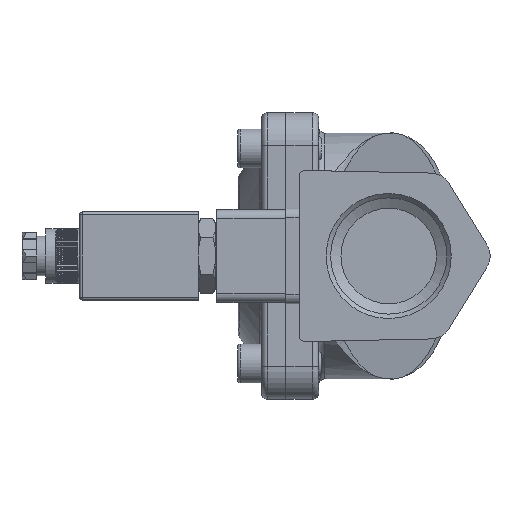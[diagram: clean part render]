
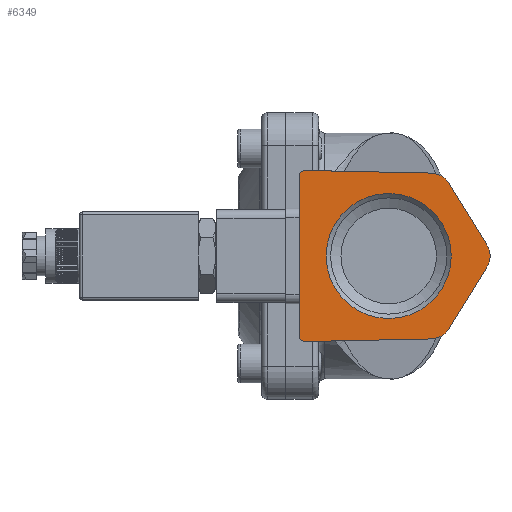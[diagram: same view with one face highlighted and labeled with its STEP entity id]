
A CAD part, left-side view. The second image highlights one B-rep face of the part: STEP entity #6349.
In plain terms, the highlighted planar face has unit normal (-1, 0, 0).
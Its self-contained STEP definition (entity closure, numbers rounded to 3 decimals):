
#3660=CARTESIAN_POINT('',(-68.75,0.0,-20.955));
#3661=VERTEX_POINT('',#3660);
#3662=CARTESIAN_POINT('',(-68.75,0.0,0.0));
#3663=DIRECTION('',(1.0,0.0,0.0));
#3664=DIRECTION('',(0.0,0.0,-1.0));
#3665=AXIS2_PLACEMENT_3D('',#3662,#3663,#3664);
#3666=CIRCLE('',#3665,20.955);
#3667=EDGE_CURVE('',#3661,#3661,#3666,.T.);
#5975=CARTESIAN_POINT('',(-68.75,-32.907,-3.693));
#5976=VERTEX_POINT('',#5975);
#5983=CARTESIAN_POINT('',(-68.75,-20.004,-24.473));
#5984=VERTEX_POINT('',#5983);
#5985=CARTESIAN_POINT('',(-68.75,-32.907,-3.693));
#5986=DIRECTION('',(0.0,0.528,-0.85));
#5987=VECTOR('',#5986,24.461);
#5988=LINE('',#5985,#5987);
#5989=EDGE_CURVE('',#5976,#5984,#5988,.T.);
#6010=CARTESIAN_POINT('',(-68.75,-32.907,3.693));
#6011=VERTEX_POINT('',#6010);
#6018=CARTESIAN_POINT('',(-68.75,-26.96,0.));
#6019=DIRECTION('',(1.0,0.0,0.0));
#6020=DIRECTION('',(0.0,0.0,-1.0));
#6021=AXIS2_PLACEMENT_3D('',#6018,#6019,#6020);
#6022=CIRCLE('',#6021,7.);
#6023=EDGE_CURVE('',#6011,#5976,#6022,.T.);
#6036=CARTESIAN_POINT('',(-68.75,-20.004,24.473));
#6037=VERTEX_POINT('',#6036);
#6044=CARTESIAN_POINT('',(-68.75,-20.004,24.473));
#6045=DIRECTION('',(0.0,-0.528,-0.85));
#6046=VECTOR('',#6045,24.461);
#6047=LINE('',#6044,#6046);
#6048=EDGE_CURVE('',#6037,#6011,#6047,.T.);
#6153=CARTESIAN_POINT('',(-68.75,27.958,28.657));
#6154=VERTEX_POINT('',#6153);
#6162=CARTESIAN_POINT('',(-68.75,30.0,26.658));
#6163=VERTEX_POINT('',#6162);
#6170=CARTESIAN_POINT('',(-68.75,28.,26.658));
#6171=DIRECTION('',(1.0,0.0,0.0));
#6172=DIRECTION('',(0.0,0.0,-1.0));
#6173=AXIS2_PLACEMENT_3D('',#6170,#6171,#6172);
#6174=CIRCLE('',#6173,2.0);
#6175=EDGE_CURVE('',#6163,#6154,#6174,.T.);
#6185=CARTESIAN_POINT('',(-68.75,30.0,-26.658));
#6186=VERTEX_POINT('',#6185);
#6194=CARTESIAN_POINT('',(-68.75,27.958,-28.657));
#6195=VERTEX_POINT('',#6194);
#6202=CARTESIAN_POINT('',(-68.75,28.,-26.658));
#6203=DIRECTION('',(1.0,0.0,0.0));
#6204=DIRECTION('',(0.0,0.0,-1.0));
#6205=AXIS2_PLACEMENT_3D('',#6202,#6203,#6204);
#6206=CIRCLE('',#6205,2.0);
#6207=EDGE_CURVE('',#6195,#6186,#6206,.T.);
#6225=CARTESIAN_POINT('',(-68.75,30.0,-26.658));
#6226=DIRECTION('',(0.0,0.0,1.0));
#6227=VECTOR('',#6226,53.316);
#6228=LINE('',#6225,#6227);
#6229=EDGE_CURVE('',#6186,#6163,#6228,.T.);
#6244=CARTESIAN_POINT('',(-68.75,-14.203,27.779));
#6245=VERTEX_POINT('',#6244);
#6246=CARTESIAN_POINT('',(-68.75,27.958,28.657));
#6247=DIRECTION('',(0.0,-1.,-0.021));
#6248=VECTOR('',#6247,42.17);
#6249=LINE('',#6246,#6248);
#6250=EDGE_CURVE('',#6154,#6245,#6249,.T.);
#6269=CARTESIAN_POINT('',(-68.75,-14.057,20.781));
#6270=DIRECTION('',(1.0,0.0,0.0));
#6271=DIRECTION('',(0.0,0.0,-1.0));
#6272=AXIS2_PLACEMENT_3D('',#6269,#6270,#6271);
#6273=CIRCLE('',#6272,7.);
#6274=EDGE_CURVE('',#6245,#6037,#6273,.T.);
#6287=CARTESIAN_POINT('',(-68.75,-14.203,-27.779));
#6288=VERTEX_POINT('',#6287);
#6289=CARTESIAN_POINT('',(-68.75,-14.057,-20.781));
#6290=DIRECTION('',(1.0,0.0,0.0));
#6291=DIRECTION('',(0.0,0.0,-1.0));
#6292=AXIS2_PLACEMENT_3D('',#6289,#6290,#6291);
#6293=CIRCLE('',#6292,7.);
#6294=EDGE_CURVE('',#5984,#6288,#6293,.T.);
#6315=CARTESIAN_POINT('',(-68.75,-14.203,-27.779));
#6316=DIRECTION('',(0.0,1.,-0.021));
#6317=VECTOR('',#6316,42.17);
#6318=LINE('',#6315,#6317);
#6319=EDGE_CURVE('',#6288,#6195,#6318,.T.);
#6329=CARTESIAN_POINT('',(-68.75,28.,26.658));
#6330=DIRECTION('',(1.0,0.0,0.0));
#6331=DIRECTION('',(0.0,0.0,-1.0));
#6332=AXIS2_PLACEMENT_3D('',#6329,#6330,#6331);
#6333=PLANE('',#6332);
#6334=ORIENTED_EDGE('',*,*,#6229,.F.);
#6335=ORIENTED_EDGE('',*,*,#6207,.F.);
#6336=ORIENTED_EDGE('',*,*,#6319,.F.);
#6337=ORIENTED_EDGE('',*,*,#6294,.F.);
#6338=ORIENTED_EDGE('',*,*,#5989,.F.);
#6339=ORIENTED_EDGE('',*,*,#6023,.F.);
#6340=ORIENTED_EDGE('',*,*,#6048,.F.);
#6341=ORIENTED_EDGE('',*,*,#6274,.F.);
#6342=ORIENTED_EDGE('',*,*,#6250,.F.);
#6343=ORIENTED_EDGE('',*,*,#6175,.F.);
#6344=EDGE_LOOP('',(#6334,#6335,#6336,#6337,#6338,#6339,#6340,#6341,#6342,#6343));
#6345=FACE_OUTER_BOUND('',#6344,.T.);
#6346=ORIENTED_EDGE('',*,*,#3667,.T.);
#6347=EDGE_LOOP('',(#6346));
#6348=FACE_BOUND('',#6347,.T.);
#6349=ADVANCED_FACE('',(#6345,#6348),#6333,.F.);
